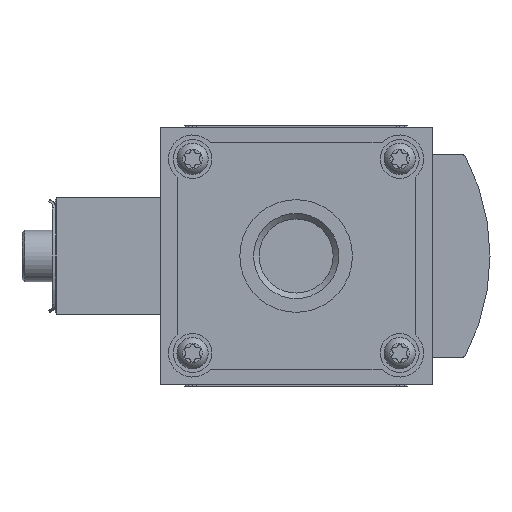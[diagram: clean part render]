
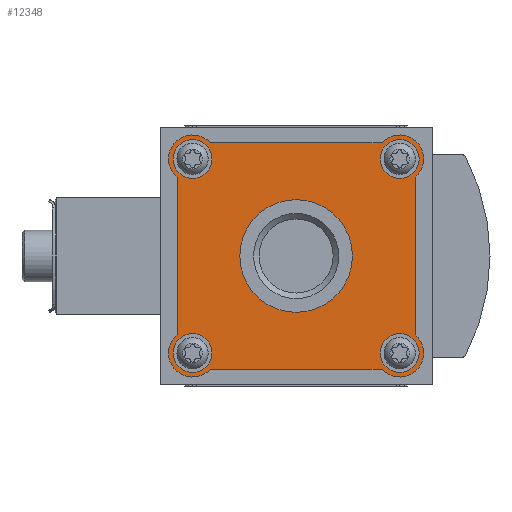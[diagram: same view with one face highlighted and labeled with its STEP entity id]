
A CAD part, front view. The second image highlights one B-rep face of the part: STEP entity #12348.
In plain terms, the highlighted planar face has unit normal (0, -1, 0).
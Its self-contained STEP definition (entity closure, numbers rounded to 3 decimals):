
#820=CIRCLE('',#13309,3.7);
#821=CIRCLE('',#13312,3.7);
#822=CIRCLE('',#13315,3.7);
#823=CIRCLE('',#13318,3.7);
#824=CIRCLE('',#13320,8.7);
#825=CIRCLE('',#13321,3.);
#826=CIRCLE('',#13322,3.);
#827=CIRCLE('',#13323,3.);
#828=CIRCLE('',#13324,3.);
#3059=ORIENTED_EDGE('',*,*,#4575,.F.);
#3060=ORIENTED_EDGE('',*,*,#4576,.F.);
#3061=ORIENTED_EDGE('',*,*,#4577,.F.);
#3062=ORIENTED_EDGE('',*,*,#4578,.F.);
#3063=ORIENTED_EDGE('',*,*,#4579,.F.);
#3064=ORIENTED_EDGE('',*,*,#4560,.F.);
#3065=ORIENTED_EDGE('',*,*,#4574,.F.);
#3066=ORIENTED_EDGE('',*,*,#4572,.F.);
#3067=ORIENTED_EDGE('',*,*,#4570,.F.);
#3068=ORIENTED_EDGE('',*,*,#4568,.F.);
#3069=ORIENTED_EDGE('',*,*,#4566,.F.);
#3070=ORIENTED_EDGE('',*,*,#4564,.F.);
#3071=ORIENTED_EDGE('',*,*,#4562,.F.);
#4560=EDGE_CURVE('',#5507,#5508,#6196,.T.);
#4562=EDGE_CURVE('',#5508,#5509,#820,.T.);
#4564=EDGE_CURVE('',#5509,#5510,#6199,.T.);
#4566=EDGE_CURVE('',#5510,#5511,#821,.T.);
#4568=EDGE_CURVE('',#5511,#5512,#6202,.T.);
#4570=EDGE_CURVE('',#5512,#5513,#822,.T.);
#4572=EDGE_CURVE('',#5513,#5514,#6205,.T.);
#4574=EDGE_CURVE('',#5514,#5507,#823,.T.);
#4575=EDGE_CURVE('',#5515,#5515,#824,.F.);
#4576=EDGE_CURVE('',#5516,#5516,#825,.F.);
#4577=EDGE_CURVE('',#5517,#5517,#826,.F.);
#4578=EDGE_CURVE('',#5518,#5518,#827,.F.);
#4579=EDGE_CURVE('',#5519,#5519,#828,.F.);
#5507=VERTEX_POINT('',#18756);
#5508=VERTEX_POINT('',#18758);
#5509=VERTEX_POINT('',#18762);
#5510=VERTEX_POINT('',#18766);
#5511=VERTEX_POINT('',#18770);
#5512=VERTEX_POINT('',#18774);
#5513=VERTEX_POINT('',#18778);
#5514=VERTEX_POINT('',#18782);
#5515=VERTEX_POINT('',#18788);
#5516=VERTEX_POINT('',#18790);
#5517=VERTEX_POINT('',#18792);
#5518=VERTEX_POINT('',#18794);
#5519=VERTEX_POINT('',#18796);
#6196=LINE('',#18757,#6833);
#6199=LINE('',#18765,#6836);
#6202=LINE('',#18773,#6839);
#6205=LINE('',#18781,#6842);
#6833=VECTOR('',#15792,1000.);
#6836=VECTOR('',#15801,1000.);
#6839=VECTOR('',#15810,1000.);
#6842=VECTOR('',#15819,1000.);
#7410=EDGE_LOOP('',(#3059));
#7411=EDGE_LOOP('',(#3060));
#7412=EDGE_LOOP('',(#3061));
#7413=EDGE_LOOP('',(#3062));
#7414=EDGE_LOOP('',(#3063));
#7415=EDGE_LOOP('',(#3064,#3065,#3066,#3067,#3068,#3069,#3070,#3071));
#8019=FACE_BOUND('',#7410,.T.);
#8020=FACE_BOUND('',#7411,.T.);
#8021=FACE_BOUND('',#7412,.T.);
#8022=FACE_BOUND('',#7413,.T.);
#8023=FACE_BOUND('',#7414,.T.);
#8024=FACE_BOUND('',#7415,.T.);
#8338=PLANE('',#13319);
#12348=ADVANCED_FACE('',(#8019,#8020,#8021,#8022,#8023,#8024),#8338,.F.);
#13309=AXIS2_PLACEMENT_3D('',#18761,#15796,#15797);
#13312=AXIS2_PLACEMENT_3D('',#18769,#15805,#15806);
#13315=AXIS2_PLACEMENT_3D('',#18777,#15814,#15815);
#13318=AXIS2_PLACEMENT_3D('',#18785,#15823,#15824);
#13319=AXIS2_PLACEMENT_3D('',#18786,#15825,#15826);
#13320=AXIS2_PLACEMENT_3D('',#18787,#15827,#15828);
#13321=AXIS2_PLACEMENT_3D('',#18789,#15829,#15830);
#13322=AXIS2_PLACEMENT_3D('',#18791,#15831,#15832);
#13323=AXIS2_PLACEMENT_3D('',#18793,#15833,#15834);
#13324=AXIS2_PLACEMENT_3D('',#18795,#15835,#15836);
#15792=DIRECTION('',(0.,0.,1.));
#15796=DIRECTION('',(0.,1.,0.));
#15797=DIRECTION('',(1.,0.,0.));
#15801=DIRECTION('',(1.,0.,0.));
#15805=DIRECTION('',(0.,1.,0.));
#15806=DIRECTION('',(1.,0.,0.));
#15810=DIRECTION('',(0.,0.,-1.));
#15814=DIRECTION('',(0.,1.,0.));
#15815=DIRECTION('',(1.,0.,0.));
#15819=DIRECTION('',(-1.,0.,0.));
#15823=DIRECTION('',(0.,1.,0.));
#15824=DIRECTION('',(1.,0.,0.));
#15825=DIRECTION('',(0.,1.,0.));
#15826=DIRECTION('',(0.,0.,1.));
#15827=DIRECTION('',(0.,1.,0.));
#15828=DIRECTION('',(0.,0.,1.));
#15829=DIRECTION('',(0.,1.,0.));
#15830=DIRECTION('',(0.,0.,1.));
#15831=DIRECTION('',(0.,1.,0.));
#15832=DIRECTION('',(0.,0.,1.));
#15833=DIRECTION('',(0.,1.,0.));
#15834=DIRECTION('',(0.,0.,1.));
#15835=DIRECTION('',(0.,1.,0.));
#15836=DIRECTION('',(0.,0.,1.));
#18756=CARTESIAN_POINT('',(-18.4,-39.6,-12.184));
#18757=CARTESIAN_POINT('',(-18.4,-39.6,-12.184));
#18758=CARTESIAN_POINT('',(-18.4,-39.6,12.184));
#18761=CARTESIAN_POINT('',(-16.,-39.6,15.));
#18762=CARTESIAN_POINT('',(-13.272,-39.6,17.5));
#18765=CARTESIAN_POINT('',(-13.272,-39.6,17.5));
#18766=CARTESIAN_POINT('',(13.272,-39.6,17.5));
#18769=CARTESIAN_POINT('',(16.,-39.6,15.));
#18770=CARTESIAN_POINT('',(18.4,-39.6,12.184));
#18773=CARTESIAN_POINT('',(18.4,-39.6,12.184));
#18774=CARTESIAN_POINT('',(18.4,-39.6,-12.184));
#18777=CARTESIAN_POINT('',(16.,-39.6,-15.));
#18778=CARTESIAN_POINT('',(13.272,-39.6,-17.5));
#18781=CARTESIAN_POINT('',(13.272,-39.6,-17.5));
#18782=CARTESIAN_POINT('',(-13.272,-39.6,-17.5));
#18785=CARTESIAN_POINT('',(-16.,-39.6,-15.));
#18786=CARTESIAN_POINT('',(-16.,-39.6,15.));
#18787=CARTESIAN_POINT('',(0.,-39.6,0.));
#18788=CARTESIAN_POINT('',(0.,-39.6,8.7));
#18789=CARTESIAN_POINT('',(-16.,-39.6,-15.));
#18790=CARTESIAN_POINT('',(-16.,-39.6,-12.));
#18791=CARTESIAN_POINT('',(16.,-39.6,-15.));
#18792=CARTESIAN_POINT('',(16.,-39.6,-12.));
#18793=CARTESIAN_POINT('',(-16.,-39.6,15.));
#18794=CARTESIAN_POINT('',(-16.,-39.6,18.));
#18795=CARTESIAN_POINT('',(16.,-39.6,15.));
#18796=CARTESIAN_POINT('',(16.,-39.6,18.));
